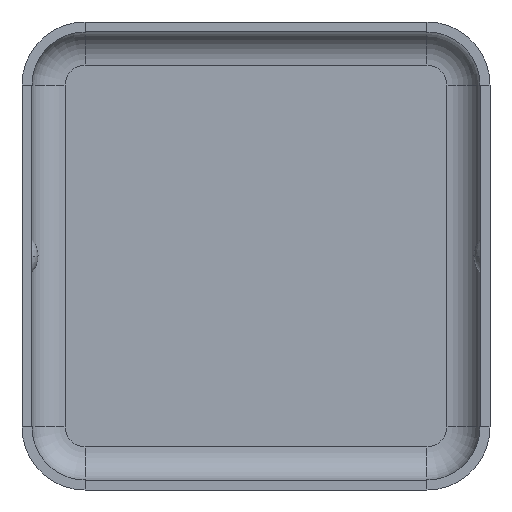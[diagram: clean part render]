
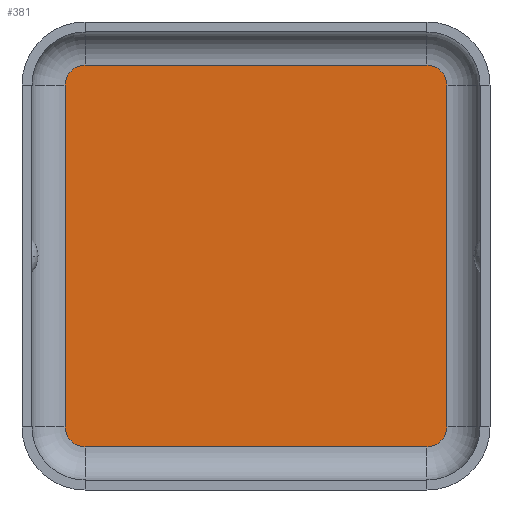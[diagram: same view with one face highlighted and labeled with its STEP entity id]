
A CAD part, front view. The second image highlights one B-rep face of the part: STEP entity #381.
In plain terms, the highlighted planar face has unit normal (0, -1, 0).
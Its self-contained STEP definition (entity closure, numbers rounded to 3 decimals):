
#10 = VERTEX_POINT ( 'NONE', #1389 ) ;
#26 = CIRCLE ( 'NONE', #810, 0.6 ) ;
#35 = CARTESIAN_POINT ( 'NONE',  ( 5.15, 0., -5.15 ) ) ;
#49 = VECTOR ( 'NONE', #888, 1000. ) ;
#62 = DIRECTION ( 'NONE',  ( 0., 0., -1. ) ) ;
#70 = ORIENTED_EDGE ( 'NONE', *, *, #1207, .T. ) ;
#92 = CARTESIAN_POINT ( 'NONE',  ( -5.75, 0., -5.15 ) ) ;
#127 = DIRECTION ( 'NONE',  ( 0., 0., -1. ) ) ;
#149 = CIRCLE ( 'NONE', #1300, 0.6 ) ;
#189 = DIRECTION ( 'NONE',  ( -1., 0., 0. ) ) ;
#192 = EDGE_CURVE ( 'NONE', #240, #528, #406, .T. ) ;
#203 = DIRECTION ( 'NONE',  ( 0., -1., 0. ) ) ;
#209 = EDGE_CURVE ( 'NONE', #1038, #619, #257, .T. ) ;
#228 = CARTESIAN_POINT ( 'NONE',  ( -5.75, 0., 0. ) ) ;
#240 = VERTEX_POINT ( 'NONE', #454 ) ;
#255 = DIRECTION ( 'NONE',  ( 0., -1., 0. ) ) ;
#257 = LINE ( 'NONE', #1212, #49 ) ;
#302 = CARTESIAN_POINT ( 'NONE',  ( 5.15, 0., -5.75 ) ) ;
#365 = ORIENTED_EDGE ( 'NONE', *, *, #436, .F. ) ;
#372 = LINE ( 'NONE', #302, #543 ) ;
#373 = CARTESIAN_POINT ( 'NONE',  ( 5.15, 0., 5.15 ) ) ;
#381 = ADVANCED_FACE ( 'NONE', ( #697 ), #585, .T. ) ;
#406 = LINE ( 'NONE', #228, #749 ) ;
#436 = EDGE_CURVE ( 'NONE', #240, #1265, #149, .T. ) ;
#454 = CARTESIAN_POINT ( 'NONE',  ( -5.75, 0., 5.15 ) ) ;
#490 = CIRCLE ( 'NONE', #588, 0.6 ) ;
#513 = ORIENTED_EDGE ( 'NONE', *, *, #1353, .F. ) ;
#528 = VERTEX_POINT ( 'NONE', #92 ) ;
#541 = EDGE_CURVE ( 'NONE', #10, #1265, #558, .T. ) ;
#543 = VECTOR ( 'NONE', #189, 1000. ) ;
#558 = LINE ( 'NONE', #956, #1198 ) ;
#585 = PLANE ( 'NONE',  #1150 ) ;
#588 = AXIS2_PLACEMENT_3D ( 'NONE', #373, #255, #595 ) ;
#595 = DIRECTION ( 'NONE',  ( 0., 0., -1. ) ) ;
#615 = VERTEX_POINT ( 'NONE', #737 ) ;
#619 = VERTEX_POINT ( 'NONE', #1056 ) ;
#633 = DIRECTION ( 'NONE',  ( -1., 0., 0. ) ) ;
#651 = DIRECTION ( 'NONE',  ( 0., 0., 1. ) ) ;
#685 = VERTEX_POINT ( 'NONE', #766 ) ;
#697 = FACE_OUTER_BOUND ( 'NONE', #1152, .T. ) ;
#716 = AXIS2_PLACEMENT_3D ( 'NONE', #1346, #804, #1026 ) ;
#725 = DIRECTION ( 'NONE',  ( 0., 1., 0. ) ) ;
#737 = CARTESIAN_POINT ( 'NONE',  ( -5.15, 0., -5.75 ) ) ;
#749 = VECTOR ( 'NONE', #127, 1000. ) ;
#766 = CARTESIAN_POINT ( 'NONE',  ( 5.15, 0., -5.75 ) ) ;
#804 = DIRECTION ( 'NONE',  ( 0., 1., 0. ) ) ;
#810 = AXIS2_PLACEMENT_3D ( 'NONE', #860, #203, #651 ) ;
#858 = ORIENTED_EDGE ( 'NONE', *, *, #1401, .T. ) ;
#860 = CARTESIAN_POINT ( 'NONE',  ( -5.15, 0., -5.15 ) ) ;
#888 = DIRECTION ( 'NONE',  ( 0., 0., -1. ) ) ;
#927 = CARTESIAN_POINT ( 'NONE',  ( -5.15, 0., 5.15 ) ) ;
#931 = ORIENTED_EDGE ( 'NONE', *, *, #192, .T. ) ;
#956 = CARTESIAN_POINT ( 'NONE',  ( 5.15, 0., 5.75 ) ) ;
#970 = EDGE_CURVE ( 'NONE', #685, #615, #372, .T. ) ;
#981 = ORIENTED_EDGE ( 'NONE', *, *, #541, .T. ) ;
#1026 = DIRECTION ( 'NONE',  ( 0., 0., 1. ) ) ;
#1038 = VERTEX_POINT ( 'NONE', #1167 ) ;
#1045 = CIRCLE ( 'NONE', #716, 0.6 ) ;
#1056 = CARTESIAN_POINT ( 'NONE',  ( 5.75, 0., -5.15 ) ) ;
#1098 = CARTESIAN_POINT ( 'NONE',  ( -5.15, 0., 5.75 ) ) ;
#1150 = AXIS2_PLACEMENT_3D ( 'NONE', #35, #1337, #1232 ) ;
#1152 = EDGE_LOOP ( 'NONE', ( #1199, #513, #1308, #858, #981, #365, #931, #70 ) ) ;
#1167 = CARTESIAN_POINT ( 'NONE',  ( 5.75, 0., 5.15 ) ) ;
#1198 = VECTOR ( 'NONE', #633, 1000. ) ;
#1199 = ORIENTED_EDGE ( 'NONE', *, *, #970, .F. ) ;
#1207 = EDGE_CURVE ( 'NONE', #528, #615, #26, .T. ) ;
#1212 = CARTESIAN_POINT ( 'NONE',  ( 5.75, 0., 0. ) ) ;
#1232 = DIRECTION ( 'NONE',  ( 0., 0., -1. ) ) ;
#1265 = VERTEX_POINT ( 'NONE', #1098 ) ;
#1300 = AXIS2_PLACEMENT_3D ( 'NONE', #927, #725, #62 ) ;
#1308 = ORIENTED_EDGE ( 'NONE', *, *, #209, .F. ) ;
#1337 = DIRECTION ( 'NONE',  ( 0., -1., 0. ) ) ;
#1346 = CARTESIAN_POINT ( 'NONE',  ( 5.15, 0., -5.15 ) ) ;
#1353 = EDGE_CURVE ( 'NONE', #619, #685, #1045, .T. ) ;
#1389 = CARTESIAN_POINT ( 'NONE',  ( 5.15, 0., 5.75 ) ) ;
#1401 = EDGE_CURVE ( 'NONE', #1038, #10, #490, .T. ) ;
